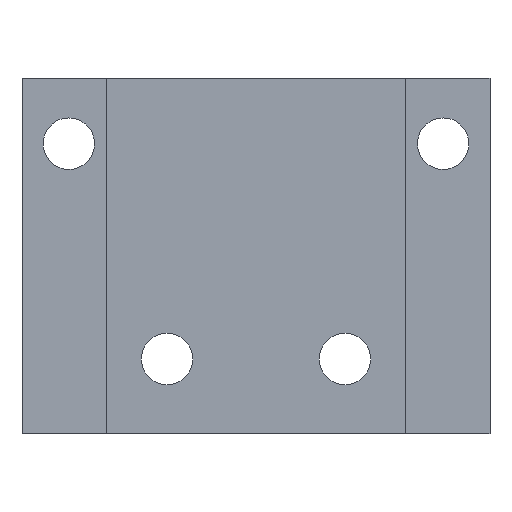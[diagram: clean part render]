
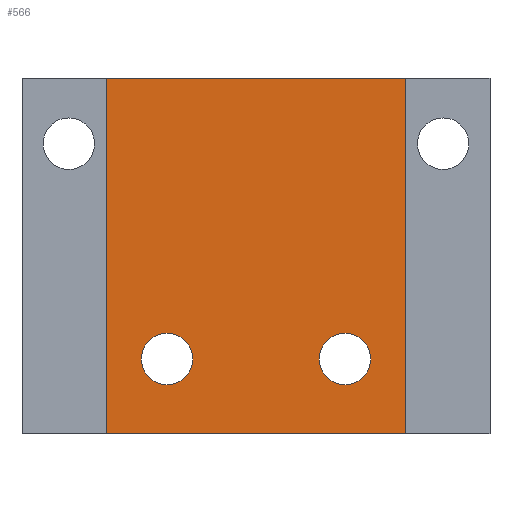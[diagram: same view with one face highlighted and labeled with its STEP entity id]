
A CAD part, front view. The second image highlights one B-rep face of the part: STEP entity #566.
In plain terms, the highlighted planar face has unit normal (0, -1, 0).
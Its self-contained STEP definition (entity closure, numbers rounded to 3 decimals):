
#379=AXIS2_PLACEMENT_3D('Circle Axis2P3D',#377,#378,$) ;
#391=AXIS2_PLACEMENT_3D('Circle Axis2P3D',#389,#390,$) ;
#422=AXIS2_PLACEMENT_3D('Circle Axis2P3D',#420,#421,$) ;
#434=AXIS2_PLACEMENT_3D('Circle Axis2P3D',#432,#433,$) ;
#550=AXIS2_PLACEMENT_3D('Plane Axis2P3D',#547,#548,#549) ;
#37=CARTESIAN_POINT('Line Origine',(50.079,-219.579,893.493)) ;
#41=CARTESIAN_POINT('Vertex',(50.079,-219.579,912.493)) ;
#43=CARTESIAN_POINT('Vertex',(50.079,-219.578,874.493)) ;
#112=CARTESIAN_POINT('Line Origine',(66.079,-219.579,912.493)) ;
#116=CARTESIAN_POINT('Vertex',(82.079,-219.579,912.493)) ;
#367=CARTESIAN_POINT('Vertex',(72.829,-219.579,882.493)) ;
#374=CARTESIAN_POINT('Vertex',(78.329,-219.579,882.493)) ;
#377=CARTESIAN_POINT('Axis2P3D Location',(75.579,-219.579,882.493)) ;
#389=CARTESIAN_POINT('Axis2P3D Location',(75.579,-219.579,882.493)) ;
#410=CARTESIAN_POINT('Vertex',(59.329,-219.579,882.493)) ;
#417=CARTESIAN_POINT('Vertex',(53.829,-219.579,882.493)) ;
#420=CARTESIAN_POINT('Axis2P3D Location',(56.579,-219.579,882.493)) ;
#432=CARTESIAN_POINT('Axis2P3D Location',(56.579,-219.579,882.493)) ;
#507=CARTESIAN_POINT('Line Origine',(82.079,-219.579,893.493)) ;
#511=CARTESIAN_POINT('Vertex',(82.079,-219.578,874.493)) ;
#531=CARTESIAN_POINT('Line Origine',(66.079,-219.578,874.493)) ;
#547=CARTESIAN_POINT('Axis2P3D Location',(82.079,-219.579,912.493)) ;
#38=DIRECTION('Vector Direction',(0.,0.,-1.)) ;
#113=DIRECTION('Vector Direction',(-1.,0.,0.)) ;
#378=DIRECTION('Axis2P3D Direction',(0.,-1.,0.)) ;
#390=DIRECTION('Axis2P3D Direction',(0.,-1.,0.)) ;
#421=DIRECTION('Axis2P3D Direction',(0.,-1.,0.)) ;
#433=DIRECTION('Axis2P3D Direction',(0.,-1.,0.)) ;
#508=DIRECTION('Vector Direction',(0.,0.,-1.)) ;
#532=DIRECTION('Vector Direction',(-1.,0.,0.)) ;
#548=DIRECTION('Axis2P3D Direction',(0.,-1.,0.)) ;
#549=DIRECTION('Axis2P3D XDirection',(-1.,0.,0.)) ;
#39=VECTOR('Line Direction',#38,1.) ;
#114=VECTOR('Line Direction',#113,1.) ;
#509=VECTOR('Line Direction',#508,1.) ;
#533=VECTOR('Line Direction',#532,1.) ;
#553=ORIENTED_EDGE('',*,*,#513,.F.) ;
#554=ORIENTED_EDGE('',*,*,#118,.T.) ;
#555=ORIENTED_EDGE('',*,*,#45,.T.) ;
#556=ORIENTED_EDGE('',*,*,#535,.F.) ;
#559=ORIENTED_EDGE('',*,*,#381,.F.) ;
#560=ORIENTED_EDGE('',*,*,#393,.F.) ;
#563=ORIENTED_EDGE('',*,*,#424,.F.) ;
#564=ORIENTED_EDGE('',*,*,#436,.F.) ;
#561=FACE_BOUND('',#558,.T.) ;
#565=FACE_BOUND('',#562,.T.) ;
#566=ADVANCED_FACE('PartBody',(#557,#561,#565),#551,.T.) ;
#380=CIRCLE('generated circle',#379,2.75) ;
#392=CIRCLE('generated circle',#391,2.75) ;
#423=CIRCLE('generated circle',#422,2.75) ;
#435=CIRCLE('generated circle',#434,2.75) ;
#45=EDGE_CURVE('',#42,#44,#40,.T.) ;
#118=EDGE_CURVE('',#117,#42,#115,.T.) ;
#381=EDGE_CURVE('',#375,#368,#380,.T.) ;
#393=EDGE_CURVE('',#368,#375,#392,.T.) ;
#424=EDGE_CURVE('',#418,#411,#423,.T.) ;
#436=EDGE_CURVE('',#411,#418,#435,.T.) ;
#513=EDGE_CURVE('',#117,#512,#510,.T.) ;
#535=EDGE_CURVE('',#512,#44,#534,.T.) ;
#552=EDGE_LOOP('',(#553,#554,#555,#556)) ;
#558=EDGE_LOOP('',(#559,#560)) ;
#562=EDGE_LOOP('',(#563,#564)) ;
#557=FACE_OUTER_BOUND('',#552,.T.) ;
#40=LINE('Line',#37,#39) ;
#115=LINE('Line',#112,#114) ;
#510=LINE('Line',#507,#509) ;
#534=LINE('Line',#531,#533) ;
#551=PLANE('',#550) ;
#42=VERTEX_POINT('',#41) ;
#44=VERTEX_POINT('',#43) ;
#117=VERTEX_POINT('',#116) ;
#368=VERTEX_POINT('',#367) ;
#375=VERTEX_POINT('',#374) ;
#411=VERTEX_POINT('',#410) ;
#418=VERTEX_POINT('',#417) ;
#512=VERTEX_POINT('',#511) ;
